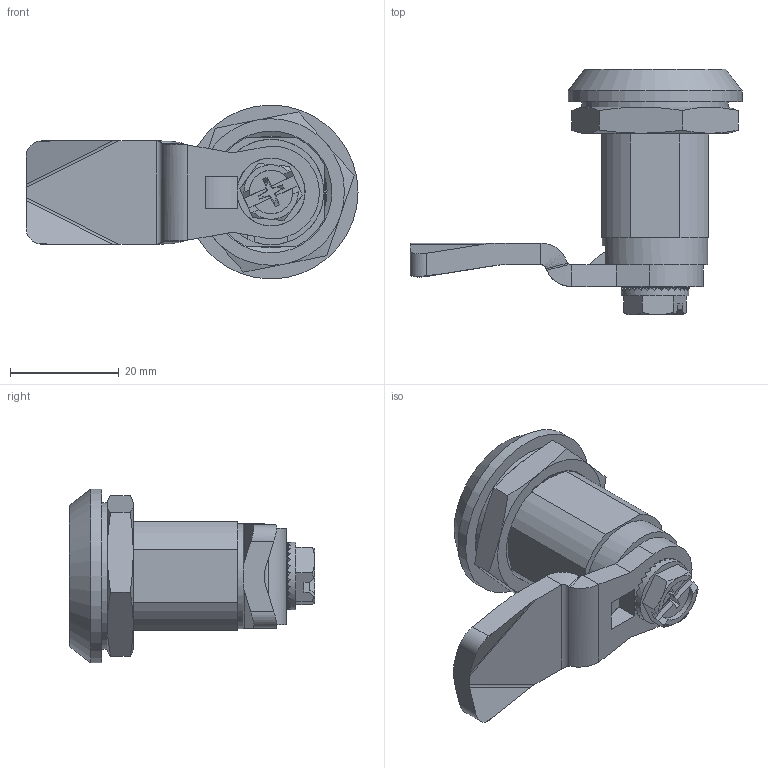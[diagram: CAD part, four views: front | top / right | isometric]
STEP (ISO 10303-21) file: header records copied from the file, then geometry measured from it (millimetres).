
FILE_DESCRIPTION(('STEP AP203'),'1');
FILE_NAME('A.step','2017-03-13T06:13:55',(' '),(' '),'Spatial InterOp 3D',' ',' ');
FILE_SCHEMA(('CONFIG_CONTROL_DESIGN'));
Length unit declared in the file: millimetre
Products named in the file (7): 1; 2; 3; 4; 5; 6; 7
Bounding box: 61.1 x 45.2 x 32 mm (x, y, z)
Volume: 17395 mm3; surface area: 14174.8 mm2
Topology: 7 solids, 7 shells, 370 faces, 969 edges, 632 vertices
Faces by surface type: plane 283, cylinder 47, cone 28, bspline 12
Full cylindrical faces by diameter (mm): 5.1 x1, 6 x1, 6.1 x1, 9.8 x1, 10 x2, 12 x2, 12.4 x1, 12.5 x1, 15.3 x1, 15.8 x2, 19.4 x1, 20.6 x1, 27 x1, 32 x1
Entity records: 11877 total; most frequent: CARTESIAN_POINT 2577, ORIENTED_EDGE 1874, DIRECTION 1825, EDGE_CURVE 937, VERTEX_POINT 623, AXIS2_PLACEMENT_3D 615, LINE 595, VECTOR 595
